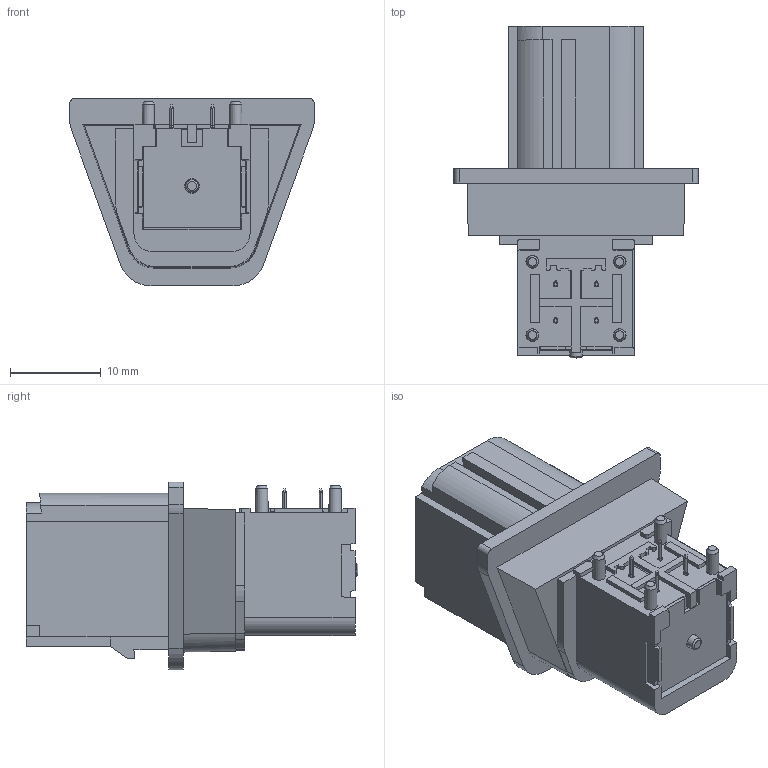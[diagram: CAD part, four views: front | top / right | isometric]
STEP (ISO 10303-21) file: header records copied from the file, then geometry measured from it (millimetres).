
FILE_DESCRIPTION(/* description */ (''),/* implementation_level */ '2;1');
FILE_NAME(/* name */ '35677441-ENV01_01-CONN.stp',/* time_stamp */ '2025-04-21T23:05:12+08:00',/* author */ (''),/* organization */ (''),/* preprocessor_version */ 'ST-DEVELOPER v20',/* originating_system */ 'SIEMENS PLM Software NX2312.4001',/* authorisation */ '');
FILE_SCHEMA (('AUTOMOTIVE_DESIGN { 1 0 10303 214 3 1 1 1 }'));
Length unit declared in the file: millimetre
Products named in the file (1): 35677441-ENV01_01-CONN
Bounding box: 27 x 36.66 x 20.75 mm (x, y, z)
Volume: 5994.8 mm3; surface area: 4312.2 mm2
Topology: 1 solids, 1 shells, 369 faces, 985 edges, 646 vertices
Faces by surface type: plane 241, cylinder 88, torus 18, cone 17, extrusion 2, sphere 2, bspline 1
Full cylindrical faces by diameter (mm): 0.4 x4, 1.61 x1, 2.25 x4, 2.8 x2
Entity records: 11611 total; most frequent: CARTESIAN_POINT 2410, ORIENTED_EDGE 1906, DIRECTION 1872, EDGE_CURVE 953, VECTOR 680, LINE 678, VERTEX_POINT 636, AXIS2_PLACEMENT_3D 596
